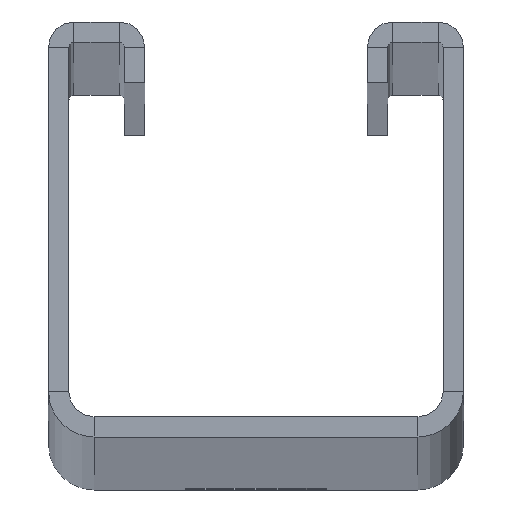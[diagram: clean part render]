
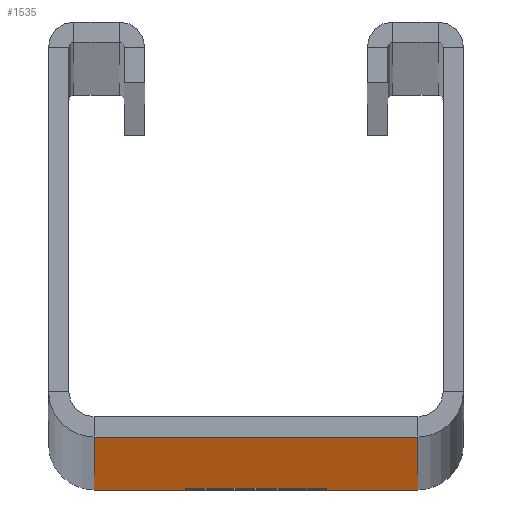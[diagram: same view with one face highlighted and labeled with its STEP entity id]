
A CAD part, top view. The second image highlights one B-rep face of the part: STEP entity #1535.
In plain terms, the highlighted planar face has unit normal (0, -1, 0).
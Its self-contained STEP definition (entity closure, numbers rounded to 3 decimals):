
#60 = ORIENTED_EDGE ( 'NONE', *, *, #4013, .T. ) ;
#80 = EDGE_CURVE ( 'NONE', #4646, #2913, #2634, .T. ) ;
#83 = DIRECTION ( 'NONE',  ( 0., 0., 1. ) ) ;
#88 = DIRECTION ( 'NONE',  ( 0., 1., 0. ) ) ;
#93 = DIRECTION ( 'NONE',  ( 1., 0., 0. ) ) ;
#99 = AXIS2_PLACEMENT_3D ( 'NONE', #2726, #2698, #2282 ) ;
#160 = DIRECTION ( 'NONE',  ( 0., 1., 0. ) ) ;
#175 = EDGE_LOOP ( 'NONE', ( #1053, #60, #2879, #2651, #2889 ) ) ;
#262 = CIRCLE ( 'NONE', #99, 7. ) ;
#263 = DIRECTION ( 'NONE',  ( 0., 0., 1. ) ) ;
#304 = EDGE_CURVE ( 'NONE', #2693, #2894, #3004, .T. ) ;
#311 = ORIENTED_EDGE ( 'NONE', *, *, #3410, .T. ) ;
#322 = VECTOR ( 'NONE', #352, 1000. ) ;
#331 = ORIENTED_EDGE ( 'NONE', *, *, #1193, .T. ) ;
#352 = DIRECTION ( 'NONE',  ( 0., 0., -1. ) ) ;
#381 = CARTESIAN_POINT ( 'NONE',  ( 16., 0., 0. ) ) ;
#393 = DIRECTION ( 'NONE',  ( 1., 0., 0. ) ) ;
#397 = VECTOR ( 'NONE', #3758, 1000. ) ;
#451 = VERTEX_POINT ( 'NONE', #2932 ) ;
#459 = DIRECTION ( 'NONE',  ( 0., 0., 1. ) ) ;
#467 = EDGE_CURVE ( 'NONE', #2913, #2353, #3982, .T. ) ;
#469 = EDGE_LOOP ( 'NONE', ( #1817, #4758, #943, #2564 ) ) ;
#556 = VERTEX_POINT ( 'NONE', #2582 ) ;
#714 = AXIS2_PLACEMENT_3D ( 'NONE', #1544, #88, #2279 ) ;
#726 = CIRCLE ( 'NONE', #2842, 7. ) ;
#728 = CARTESIAN_POINT ( 'NONE',  ( -16., 0., 3000. ) ) ;
#736 = VERTEX_POINT ( 'NONE', #1951 ) ;
#806 = VERTEX_POINT ( 'NONE', #3300 ) ;
#927 = EDGE_CURVE ( 'NONE', #3537, #2353, #1970, .T. ) ;
#934 = DIRECTION ( 'NONE',  ( 0., 1., 0. ) ) ;
#943 = ORIENTED_EDGE ( 'NONE', *, *, #80, .F. ) ;
#948 = EDGE_CURVE ( 'NONE', #1783, #736, #262, .T. ) ;
#962 = CARTESIAN_POINT ( 'NONE',  ( 16., 0., 3000. ) ) ;
#1006 = CARTESIAN_POINT ( 'NONE',  ( -7., 0., 82. ) ) ;
#1008 = VECTOR ( 'NONE', #2153, 1000. ) ;
#1016 = LINE ( 'NONE', #1382, #322 ) ;
#1053 = ORIENTED_EDGE ( 'NONE', *, *, #3854, .T. ) ;
#1104 = CARTESIAN_POINT ( 'NONE',  ( 0., 0., 82. ) ) ;
#1152 = DIRECTION ( 'NONE',  ( 0., 0., 1. ) ) ;
#1174 = ORIENTED_EDGE ( 'NONE', *, *, #2843, .T. ) ;
#1193 = EDGE_CURVE ( 'NONE', #451, #1783, #1016, .T. ) ;
#1276 = DIRECTION ( 'NONE',  ( 0., 0., 1. ) ) ;
#1294 = LINE ( 'NONE', #2780, #1685 ) ;
#1374 = CARTESIAN_POINT ( 'NONE',  ( 0., 0., 39. ) ) ;
#1382 = CARTESIAN_POINT ( 'NONE',  ( 7., 0., 32. ) ) ;
#1386 = AXIS2_PLACEMENT_3D ( 'NONE', #1104, #2299, #1152 ) ;
#1535 = ADVANCED_FACE ( 'NONE', ( #3841, #2396, #1724 ), #3889, .F. ) ;
#1544 = CARTESIAN_POINT ( 'NONE',  ( 0., 0., 82. ) ) ;
#1630 = CARTESIAN_POINT ( 'NONE',  ( -7., 0., 68. ) ) ;
#1656 = CARTESIAN_POINT ( 'NONE',  ( -7., 0., 32. ) ) ;
#1659 = CIRCLE ( 'NONE', #714, 7. ) ;
#1685 = VECTOR ( 'NONE', #2707, 1000. ) ;
#1702 = EDGE_CURVE ( 'NONE', #4646, #3537, #3407, .T. ) ;
#1724 = FACE_OUTER_BOUND ( 'NONE', #469, .T. ) ;
#1771 = CARTESIAN_POINT ( 'NONE',  ( 0., 0., 32. ) ) ;
#1783 = VERTEX_POINT ( 'NONE', #3332 ) ;
#1817 = ORIENTED_EDGE ( 'NONE', *, *, #927, .T. ) ;
#1869 = CARTESIAN_POINT ( 'NONE',  ( 7., 0., 68. ) ) ;
#1922 = CARTESIAN_POINT ( 'NONE',  ( 16., 0., 0. ) ) ;
#1934 = DIRECTION ( 'NONE',  ( 0., 1., 0. ) ) ;
#1951 = CARTESIAN_POINT ( 'NONE',  ( -7., 0., 18. ) ) ;
#1970 = LINE ( 'NONE', #381, #4227 ) ;
#2035 = DIRECTION ( 'NONE',  ( 0., 0., 1. ) ) ;
#2045 = CARTESIAN_POINT ( 'NONE',  ( 16., 0., 3000. ) ) ;
#2058 = EDGE_CURVE ( 'NONE', #2753, #806, #3479, .T. ) ;
#2112 = EDGE_CURVE ( 'NONE', #3827, #451, #726, .T. ) ;
#2134 = ORIENTED_EDGE ( 'NONE', *, *, #2112, .T. ) ;
#2153 = DIRECTION ( 'NONE',  ( 0., 0., -1. ) ) ;
#2175 = ORIENTED_EDGE ( 'NONE', *, *, #948, .T. ) ;
#2279 = DIRECTION ( 'NONE',  ( 0., 0., 1. ) ) ;
#2282 = DIRECTION ( 'NONE',  ( 0., 0., 1. ) ) ;
#2299 = DIRECTION ( 'NONE',  ( 0., 1., 0. ) ) ;
#2353 = VERTEX_POINT ( 'NONE', #1922 ) ;
#2384 = AXIS2_PLACEMENT_3D ( 'NONE', #4278, #160, #1276 ) ;
#2396 = FACE_BOUND ( 'NONE', #3254, .T. ) ;
#2564 = ORIENTED_EDGE ( 'NONE', *, *, #1702, .T. ) ;
#2573 = VECTOR ( 'NONE', #393, 1000. ) ;
#2582 = CARTESIAN_POINT ( 'NONE',  ( -7., 0., 82. ) ) ;
#2634 = LINE ( 'NONE', #3731, #2573 ) ;
#2651 = ORIENTED_EDGE ( 'NONE', *, *, #4795, .T. ) ;
#2693 = VERTEX_POINT ( 'NONE', #1869 ) ;
#2698 = DIRECTION ( 'NONE',  ( 0., 1., 0. ) ) ;
#2707 = DIRECTION ( 'NONE',  ( 0., 0., -1. ) ) ;
#2726 = CARTESIAN_POINT ( 'NONE',  ( 0., 0., 18. ) ) ;
#2753 = VERTEX_POINT ( 'NONE', #4478 ) ;
#2780 = CARTESIAN_POINT ( 'NONE',  ( 7., 0., 82. ) ) ;
#2805 = VERTEX_POINT ( 'NONE', #1656 ) ;
#2842 = AXIS2_PLACEMENT_3D ( 'NONE', #3788, #1934, #83 ) ;
#2843 = EDGE_CURVE ( 'NONE', #736, #2805, #4581, .T. ) ;
#2879 = ORIENTED_EDGE ( 'NONE', *, *, #2058, .T. ) ;
#2889 = ORIENTED_EDGE ( 'NONE', *, *, #304, .T. ) ;
#2894 = VERTEX_POINT ( 'NONE', #1630 ) ;
#2913 = VERTEX_POINT ( 'NONE', #2045 ) ;
#2932 = CARTESIAN_POINT ( 'NONE',  ( 7., 0., 32. ) ) ;
#3004 = CIRCLE ( 'NONE', #2384, 7. ) ;
#3026 = CIRCLE ( 'NONE', #3724, 7. ) ;
#3254 = EDGE_LOOP ( 'NONE', ( #1174, #311, #2134, #331, #2175 ) ) ;
#3300 = CARTESIAN_POINT ( 'NONE',  ( 7., 0., 82. ) ) ;
#3332 = CARTESIAN_POINT ( 'NONE',  ( 7., 0., 18. ) ) ;
#3407 = LINE ( 'NONE', #728, #397 ) ;
#3410 = EDGE_CURVE ( 'NONE', #2805, #3827, #3026, .T. ) ;
#3479 = CIRCLE ( 'NONE', #1386, 7. ) ;
#3537 = VERTEX_POINT ( 'NONE', #4767 ) ;
#3594 = DIRECTION ( 'NONE',  ( 0., 1., 0. ) ) ;
#3638 = VECTOR ( 'NONE', #459, 1000. ) ;
#3675 = AXIS2_PLACEMENT_3D ( 'NONE', #4595, #934, #2035 ) ;
#3724 = AXIS2_PLACEMENT_3D ( 'NONE', #1771, #3594, #263 ) ;
#3731 = CARTESIAN_POINT ( 'NONE',  ( 16., 0., 3000. ) ) ;
#3758 = DIRECTION ( 'NONE',  ( 0., 0., -1. ) ) ;
#3788 = CARTESIAN_POINT ( 'NONE',  ( 0., 0., 32. ) ) ;
#3827 = VERTEX_POINT ( 'NONE', #1374 ) ;
#3841 = FACE_BOUND ( 'NONE', #175, .T. ) ;
#3850 = CARTESIAN_POINT ( 'NONE',  ( -7., 0., 32. ) ) ;
#3854 = EDGE_CURVE ( 'NONE', #2894, #556, #4302, .T. ) ;
#3889 = PLANE ( 'NONE',  #3675 ) ;
#3982 = LINE ( 'NONE', #962, #1008 ) ;
#4013 = EDGE_CURVE ( 'NONE', #556, #2753, #1659, .T. ) ;
#4227 = VECTOR ( 'NONE', #93, 1000. ) ;
#4250 = DIRECTION ( 'NONE',  ( 0., 0., 1. ) ) ;
#4278 = CARTESIAN_POINT ( 'NONE',  ( 0., 0., 68. ) ) ;
#4302 = LINE ( 'NONE', #1006, #4306 ) ;
#4306 = VECTOR ( 'NONE', #4250, 1000. ) ;
#4478 = CARTESIAN_POINT ( 'NONE',  ( 0., 0., 89. ) ) ;
#4581 = LINE ( 'NONE', #3850, #3638 ) ;
#4595 = CARTESIAN_POINT ( 'NONE',  ( 16., 0., 3000. ) ) ;
#4646 = VERTEX_POINT ( 'NONE', #4747 ) ;
#4747 = CARTESIAN_POINT ( 'NONE',  ( -16., 0., 3000. ) ) ;
#4758 = ORIENTED_EDGE ( 'NONE', *, *, #467, .F. ) ;
#4767 = CARTESIAN_POINT ( 'NONE',  ( -16., 0., 0. ) ) ;
#4795 = EDGE_CURVE ( 'NONE', #806, #2693, #1294, .T. ) ;
